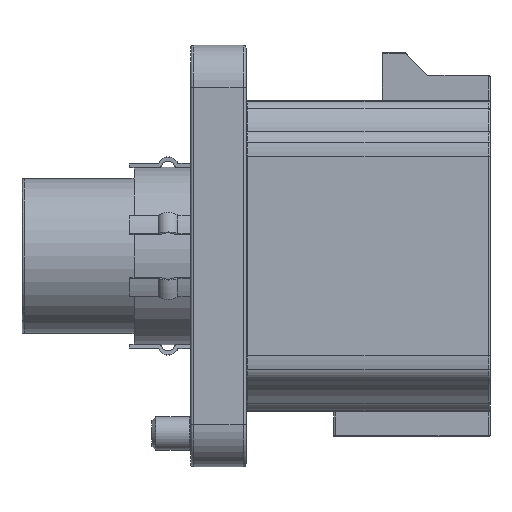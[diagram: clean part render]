
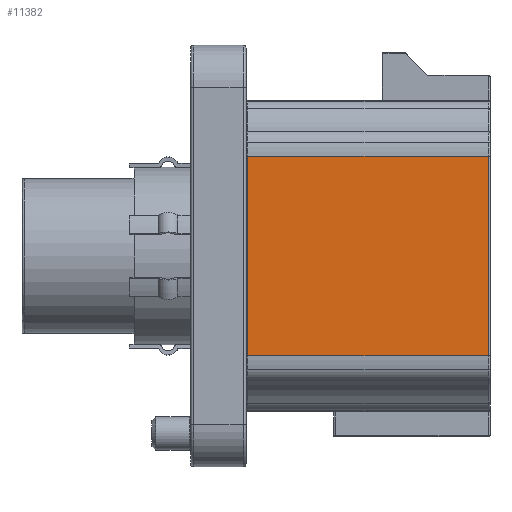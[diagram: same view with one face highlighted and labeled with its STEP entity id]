
A CAD part, left-side view. The second image highlights one B-rep face of the part: STEP entity #11382.
In plain terms, the highlighted planar face has unit normal (-1, 0, 0).
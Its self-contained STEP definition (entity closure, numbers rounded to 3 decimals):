
#1944=ORIENTED_EDGE('',*,*,#3867,.T.);
#1945=ORIENTED_EDGE('',*,*,#3868,.T.);
#1946=ORIENTED_EDGE('',*,*,#3869,.F.);
#1947=ORIENTED_EDGE('',*,*,#3820,.T.);
#3820=EDGE_CURVE('',#4843,#4842,#5464,.T.);
#3867=EDGE_CURVE('',#4842,#4866,#5488,.T.);
#3868=EDGE_CURVE('',#4866,#4867,#5489,.T.);
#3869=EDGE_CURVE('',#4843,#4867,#5490,.T.);
#4842=VERTEX_POINT('',#16728);
#4843=VERTEX_POINT('',#16732);
#4866=VERTEX_POINT('',#16824);
#4867=VERTEX_POINT('',#16828);
#5464=LINE('',#16731,#6064);
#5488=LINE('',#16825,#6088);
#5489=LINE('',#16827,#6089);
#5490=LINE('',#16829,#6090);
#6064=VECTOR('',#13846,1000.);
#6088=VECTOR('',#13962,1000.);
#6089=VECTOR('',#13965,1000.);
#6090=VECTOR('',#13966,1000.);
#6662=EDGE_LOOP('',(#1944,#1945,#1946,#1947));
#7238=FACE_BOUND('',#6662,.T.);
#7600=PLANE('',#12161);
#11382=ADVANCED_FACE('',(#7238),#7600,.F.);
#12161=AXIS2_PLACEMENT_3D('',#16826,#13963,#13964);
#13846=DIRECTION('',(0.,0.,1.));
#13962=DIRECTION('',(0.,1.,0.));
#13963=DIRECTION('',(1.,0.,0.));
#13964=DIRECTION('',(0.,0.,-1.));
#13965=DIRECTION('',(0.,0.,-1.));
#13966=DIRECTION('',(0.,1.,0.));
#16728=CARTESIAN_POINT('',(-21.5,-26.85,9.));
#16731=CARTESIAN_POINT('',(-21.5,-26.85,9.));
#16732=CARTESIAN_POINT('',(-21.5,-26.85,-9.));
#16824=CARTESIAN_POINT('',(-21.5,-5.15,9.));
#16825=CARTESIAN_POINT('',(-21.5,-27.,9.));
#16826=CARTESIAN_POINT('',(-21.5,-27.,9.));
#16827=CARTESIAN_POINT('',(-21.5,-5.15,-9.));
#16828=CARTESIAN_POINT('',(-21.5,-5.15,-9.));
#16829=CARTESIAN_POINT('',(-21.5,-27.,-9.));
